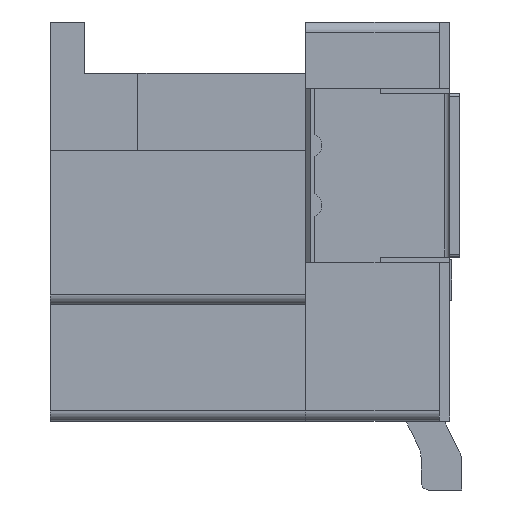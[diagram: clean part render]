
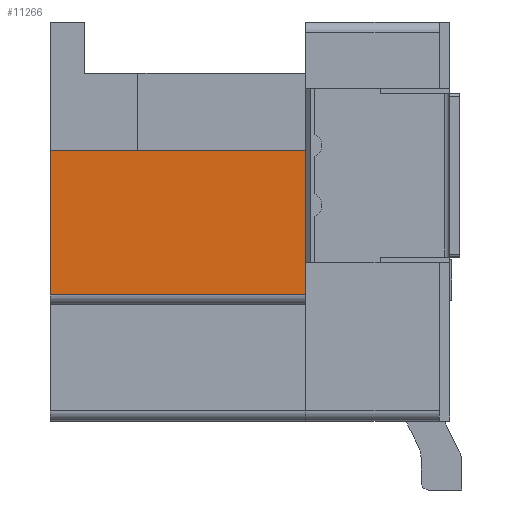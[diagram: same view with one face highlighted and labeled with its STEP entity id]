
A CAD part, left-side view. The second image highlights one B-rep face of the part: STEP entity #11266.
In plain terms, the highlighted planar face has unit normal (-1, 0, 0).
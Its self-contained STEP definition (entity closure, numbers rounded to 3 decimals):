
#1136=DIRECTION('',(0.,0.,1.));
#1137=VECTOR('',#1136,2.82);
#1138=CARTESIAN_POINT('',(-8.865,7.82,-1.425));
#1139=LINE('',#1138,#1137);
#1140=DIRECTION('',(0.,-1.,0.));
#1141=VECTOR('',#1140,5.);
#1142=CARTESIAN_POINT('',(-8.865,7.82,1.395));
#1143=LINE('',#1142,#1141);
#1144=DIRECTION('',(0.,0.,-1.));
#1145=VECTOR('',#1144,2.82);
#1146=CARTESIAN_POINT('',(-8.865,2.82,1.395));
#1147=LINE('',#1146,#1145);
#1152=DIRECTION('',(0.,-1.,0.));
#1153=VECTOR('',#1152,5.);
#1154=CARTESIAN_POINT('',(-8.865,7.82,-1.425));
#1155=LINE('',#1154,#1153);
#8300=CARTESIAN_POINT('',(-8.865,7.82,1.395));
#8301=VERTEX_POINT('',#8300);
#8302=CARTESIAN_POINT('',(-8.865,7.82,-1.425));
#8303=VERTEX_POINT('',#8302);
#8570=CARTESIAN_POINT('',(-8.865,2.82,1.395));
#8571=VERTEX_POINT('',#8570);
#8642=CARTESIAN_POINT('',(-8.865,2.82,-1.425));
#8643=VERTEX_POINT('',#8642);
#11254=CARTESIAN_POINT('',(-8.865,5.32,-0.015));
#11255=DIRECTION('',(1.,0.,0.));
#11256=DIRECTION('',(0.,0.,-1.));
#11257=AXIS2_PLACEMENT_3D('',#11254,#11255,#11256);
#11258=PLANE('',#11257);
#11259=ORIENTED_EDGE('',*,*,#9899,.T.);
#11260=ORIENTED_EDGE('',*,*,#11246,.T.);
#11261=ORIENTED_EDGE('',*,*,#11195,.T.);
#11263=ORIENTED_EDGE('',*,*,#11262,.F.);
#11264=EDGE_LOOP('',(#11259,#11260,#11261,#11263));
#11265=FACE_OUTER_BOUND('',#11264,.F.);
#9899=EDGE_CURVE('',#8303,#8301,#1139,.T.);
#11195=EDGE_CURVE('',#8571,#8643,#1147,.T.);
#11246=EDGE_CURVE('',#8301,#8571,#1143,.T.);
#11262=EDGE_CURVE('',#8303,#8643,#1155,.T.);
#11266=ADVANCED_FACE('',(#11265),#11258,.F.);
